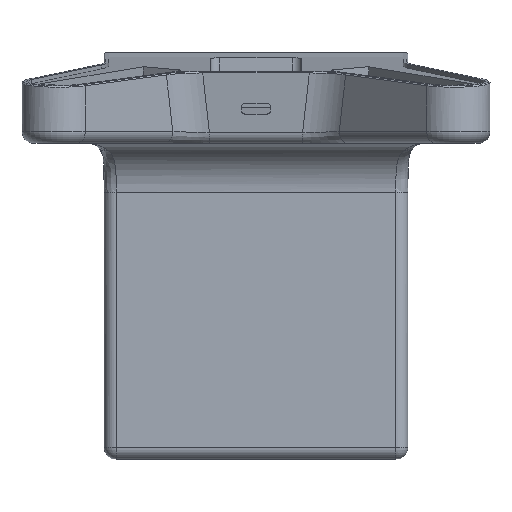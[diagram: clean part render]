
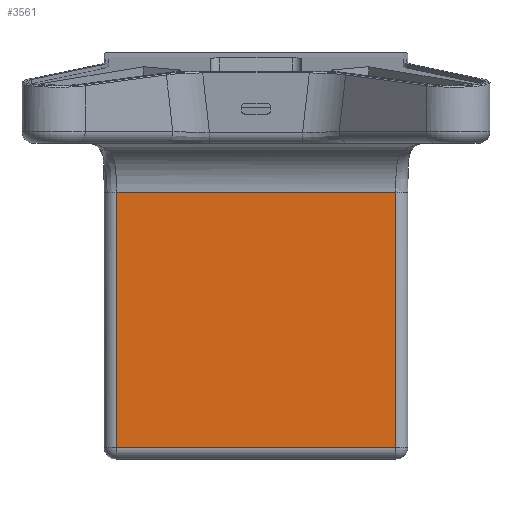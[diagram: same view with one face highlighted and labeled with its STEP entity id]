
A CAD part, front view. The second image highlights one B-rep face of the part: STEP entity #3561.
In plain terms, the highlighted planar face has unit normal (0, -1, 0).
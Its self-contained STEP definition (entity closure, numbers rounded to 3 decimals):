
#288=CARTESIAN_POINT('Vertex',(-46.003,-21.,-116.)) ;
#291=CARTESIAN_POINT('Line Origine',(-46.003,-21.,-54.524)) ;
#295=CARTESIAN_POINT('Vertex',(-46.003,-21.,-32.)) ;
#1603=CARTESIAN_POINT('Vertex',(46.003,-21.,-32.)) ;
#1606=CARTESIAN_POINT('Line Origine',(46.003,-21.,-54.524)) ;
#1610=CARTESIAN_POINT('Vertex',(46.003,-21.,-116.)) ;
#2623=CARTESIAN_POINT('Line Origine',(2.8,-21.,-116.)) ;
#2699=CARTESIAN_POINT('Line Origine',(0.,-21.,-32.)) ;
#3550=CARTESIAN_POINT('Axis2P3D Location',(50.,-21.,14.)) ;
#292=DIRECTION('Vector Direction',(0.,0.,-1.)) ;
#1607=DIRECTION('Vector Direction',(0.,0.,1.)) ;
#2624=DIRECTION('Vector Direction',(-1.,0.,0.)) ;
#2700=DIRECTION('Vector Direction',(-1.,0.,0.)) ;
#3551=DIRECTION('Axis2P3D Direction',(-0.,-1.,-0.)) ;
#3552=DIRECTION('Axis2P3D XDirection',(-1.,0.,0.)) ;
#3553=AXIS2_PLACEMENT_3D('Plane Axis2P3D',#3550,#3551,#3552) ;
#3556=ORIENTED_EDGE('',*,*,#1612,.T.) ;
#3557=ORIENTED_EDGE('',*,*,#2703,.F.) ;
#3558=ORIENTED_EDGE('',*,*,#297,.T.) ;
#3559=ORIENTED_EDGE('',*,*,#2627,.F.) ;
#293=VECTOR('Line Direction',#292,1.) ;
#1608=VECTOR('Line Direction',#1607,1.) ;
#2625=VECTOR('Line Direction',#2624,1.) ;
#2701=VECTOR('Line Direction',#2700,1.) ;
#3561=ADVANCED_FACE('PartBody',(#3560),#3554,.T.) ;
#297=EDGE_CURVE('',#296,#289,#294,.T.) ;
#1612=EDGE_CURVE('',#1611,#1604,#1609,.T.) ;
#2627=EDGE_CURVE('',#1611,#289,#2626,.T.) ;
#2703=EDGE_CURVE('',#296,#1604,#2702,.F.) ;
#3555=EDGE_LOOP('',(#3556,#3557,#3558,#3559)) ;
#3560=FACE_OUTER_BOUND('',#3555,.T.) ;
#294=LINE('Line',#291,#293) ;
#1609=LINE('Line',#1606,#1608) ;
#2626=LINE('Line',#2623,#2625) ;
#2702=LINE('Line',#2699,#2701) ;
#3554=PLANE('Plane',#3553) ;
#289=VERTEX_POINT('',#288) ;
#296=VERTEX_POINT('',#295) ;
#1604=VERTEX_POINT('',#1603) ;
#1611=VERTEX_POINT('',#1610) ;
